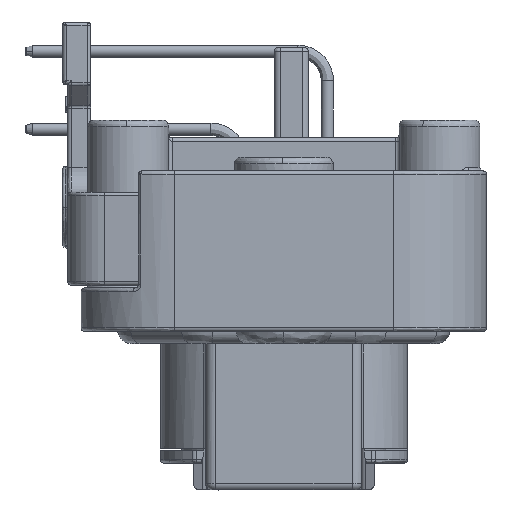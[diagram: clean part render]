
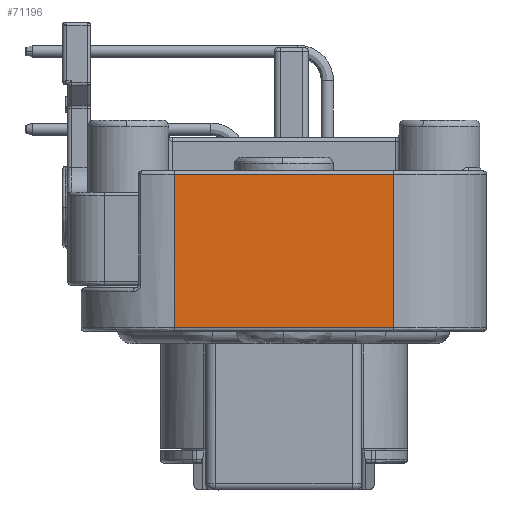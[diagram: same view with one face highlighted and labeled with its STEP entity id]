
A CAD part, front view. The second image highlights one B-rep face of the part: STEP entity #71196.
In plain terms, the highlighted planar face has unit normal (0, -1, 0).
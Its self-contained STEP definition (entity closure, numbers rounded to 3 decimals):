
#1258 = VECTOR ( 'NONE', #55456, 1000. ) ;
#1294 = ORIENTED_EDGE ( 'NONE', *, *, #24401, .T. ) ;
#1994 = ORIENTED_EDGE ( 'NONE', *, *, #28645, .F. ) ;
#7112 = ORIENTED_EDGE ( 'NONE', *, *, #58042, .T. ) ;
#11170 = LINE ( 'NONE', #12652, #33309 ) ;
#11719 = EDGE_LOOP ( 'NONE', ( #1294, #1994, #7112, #19890 ) ) ;
#12652 = CARTESIAN_POINT ( 'NONE',  ( -16.55, -30.48, 22.35 ) ) ;
#13211 = VERTEX_POINT ( 'NONE', #76227 ) ;
#14058 = CARTESIAN_POINT ( 'NONE',  ( 9.139, -30.48, 9.85 ) ) ;
#14791 = VERTEX_POINT ( 'NONE', #39548 ) ;
#15051 = LINE ( 'NONE', #35289, #25607 ) ;
#18152 = AXIS2_PLACEMENT_3D ( 'NONE', #23724, #78737, #47840 ) ;
#19890 = ORIENTED_EDGE ( 'NONE', *, *, #52634, .T. ) ;
#23724 = CARTESIAN_POINT ( 'NONE',  ( -16.55, -30.48, 22.65 ) ) ;
#24401 = EDGE_CURVE ( 'NONE', #66931, #24785, #37709, .T. ) ;
#24785 = VERTEX_POINT ( 'NONE', #78191 ) ;
#25607 = VECTOR ( 'NONE', #59199, 1000. ) ;
#28645 = EDGE_CURVE ( 'NONE', #13211, #24785, #38631, .T. ) ;
#33309 = VECTOR ( 'NONE', #54874, 1000. ) ;
#35289 = CARTESIAN_POINT ( 'NONE',  ( 8.95, -30.48, 22.65 ) ) ;
#37709 = LINE ( 'NONE', #41501, #1258 ) ;
#38631 = LINE ( 'NONE', #14058, #76151 ) ;
#39548 = CARTESIAN_POINT ( 'NONE',  ( 8.95, -30.48, 22.35 ) ) ;
#41501 = CARTESIAN_POINT ( 'NONE',  ( -8.95, -30.48, 22.65 ) ) ;
#41586 = CARTESIAN_POINT ( 'NONE',  ( -8.95, -30.48, 22.35 ) ) ;
#47840 = DIRECTION ( 'NONE',  ( 0., 0., -1. ) ) ;
#48119 = PLANE ( 'NONE',  #18152 ) ;
#49688 = FACE_OUTER_BOUND ( 'NONE', #11719, .T. ) ;
#52634 = EDGE_CURVE ( 'NONE', #14791, #66931, #11170, .T. ) ;
#54874 = DIRECTION ( 'NONE',  ( -1., 0., 0. ) ) ;
#55456 = DIRECTION ( 'NONE',  ( 0., 0., -1. ) ) ;
#57022 = DIRECTION ( 'NONE',  ( -1., 0., 0. ) ) ;
#58042 = EDGE_CURVE ( 'NONE', #13211, #14791, #15051, .T. ) ;
#59199 = DIRECTION ( 'NONE',  ( 0., 0., 1. ) ) ;
#66931 = VERTEX_POINT ( 'NONE', #41586 ) ;
#71196 = ADVANCED_FACE ( 'NONE', ( #49688 ), #48119, .T. ) ;
#76151 = VECTOR ( 'NONE', #57022, 1000. ) ;
#76227 = CARTESIAN_POINT ( 'NONE',  ( 8.95, -30.48, 9.85 ) ) ;
#78191 = CARTESIAN_POINT ( 'NONE',  ( -8.95, -30.48, 9.85 ) ) ;
#78737 = DIRECTION ( 'NONE',  ( 0., -1., 0. ) ) ;
